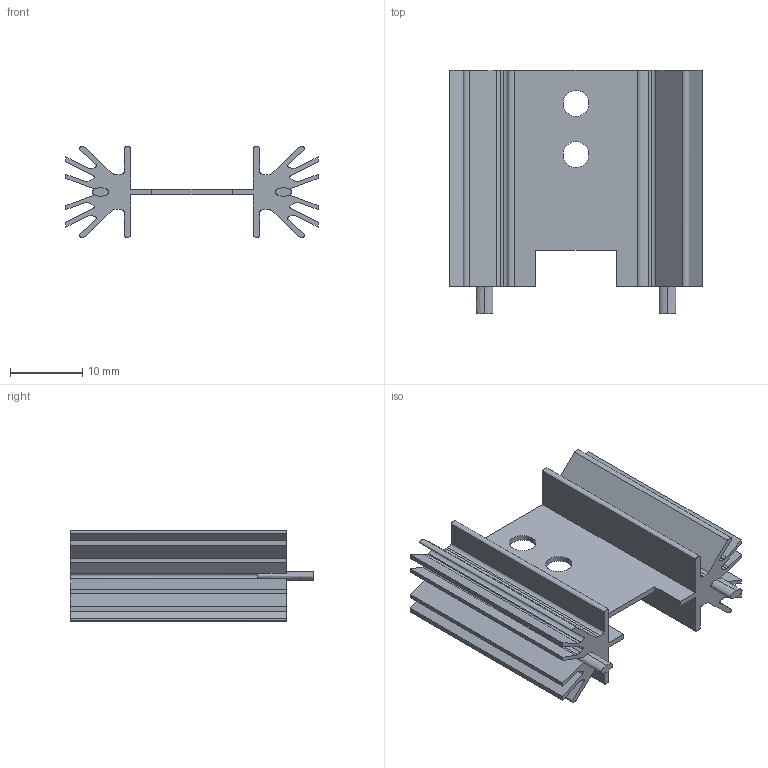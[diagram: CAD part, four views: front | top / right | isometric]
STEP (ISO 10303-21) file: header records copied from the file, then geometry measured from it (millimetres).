
FILE_DESCRIPTION(('FreeCAD Model'),'2;1');
FILE_NAME('Heatsink_30mm.step', '2017-12-19T12:15:47',('kicad StepUp'),('ksu MCAD'), 'Open CASCADE STEP processor 6.8','FreeCAD','Unknown');
FILE_SCHEMA(('AUTOMOTIVE_DESIGN_CC2 { 1 2 10303 214 -1 1 5 4 }'));
Length unit declared in the file: millimetre
Products named in the file (1): Heatsink_30mm
Bounding box: 35 x 33.8 x 12.57 mm (x, y, z)
Volume: 3399.3 mm3; surface area: 6280.6 mm2
Topology: 1 solids, 1 shells, 116 faces, 342 edges, 228 vertices
Faces by surface type: bspline 108, plane 8
Entity records: 17245 total; most frequent: CARTESIAN_POINT 12999, B_SPLINE_CURVE_WITH_KNOTS 810, ORIENTED_EDGE 684, PCURVE 684, DEFINITIONAL_REPRESENTATION 684, EDGE_CURVE 342, SURFACE_CURVE 342, VERTEX_POINT 228
